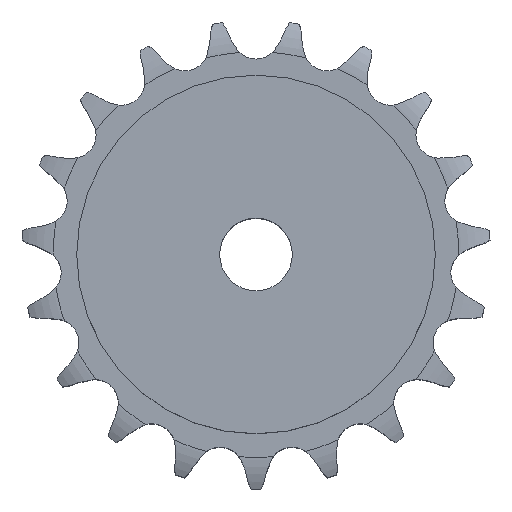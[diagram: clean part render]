
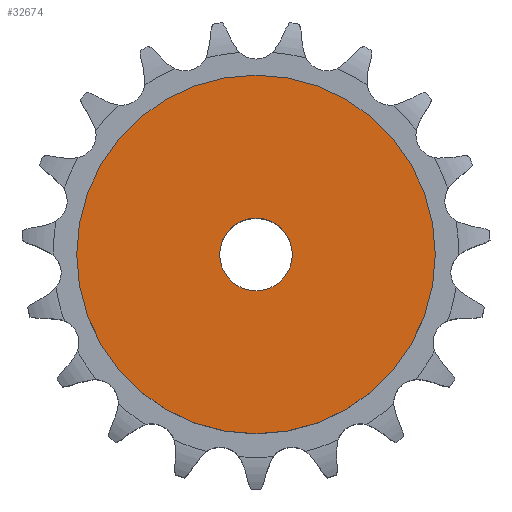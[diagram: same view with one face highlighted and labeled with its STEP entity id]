
A CAD part, top view. The second image highlights one B-rep face of the part: STEP entity #32674.
In plain terms, the highlighted planar face has unit normal (0, 0, 1).
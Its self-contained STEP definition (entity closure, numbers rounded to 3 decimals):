
#17616 = CYLINDRICAL_SURFACE('',#17617,8.);
#17617 = AXIS2_PLACEMENT_3D('',#17618,#17619,#17620);
#17618 = CARTESIAN_POINT('',(0.,0.,171.584));
#17619 = DIRECTION('',(0.,0.,1.));
#17620 = DIRECTION('',(1.,0.,0.));
#22441 = EDGE_CURVE('',#22442,#22442,#22444,.T.);
#22442 = VERTEX_POINT('',#22443);
#22443 = CARTESIAN_POINT('',(8.,0.,60.));
#22444 = SURFACE_CURVE('',#22445,(#22450,#22457),.PCURVE_S1.);
#22445 = CIRCLE('',#22446,8.);
#22446 = AXIS2_PLACEMENT_3D('',#22447,#22448,#22449);
#22447 = CARTESIAN_POINT('',(0.,0.,60.));
#22448 = DIRECTION('',(0.,0.,1.));
#22449 = DIRECTION('',(1.,0.,0.));
#22450 = PCURVE('',#17616,#22451);
#22451 = DEFINITIONAL_REPRESENTATION('',(#22452),#22456);
#22452 = LINE('',#22453,#22454);
#22453 = CARTESIAN_POINT('',(0.,-111.584));
#22454 = VECTOR('',#22455,1.);
#22455 = DIRECTION('',(1.,0.));
#22456 = ( GEOMETRIC_REPRESENTATION_CONTEXT(2) 
PARAMETRIC_REPRESENTATION_CONTEXT() REPRESENTATION_CONTEXT('2D SPACE',''
  ) );
#22457 = PCURVE('',#22458,#22463);
#22458 = PLANE('',#22459);
#22459 = AXIS2_PLACEMENT_3D('',#22460,#22461,#22462);
#22460 = CARTESIAN_POINT('',(0.,0.,60.)
  );
#22461 = DIRECTION('',(0.,0.,1.));
#22462 = DIRECTION('',(1.,0.,0.));
#22463 = DEFINITIONAL_REPRESENTATION('',(#22464),#22468);
#22464 = CIRCLE('',#22465,8.);
#22465 = AXIS2_PLACEMENT_2D('',#22466,#22467);
#22466 = CARTESIAN_POINT('',(0.,0.));
#22467 = DIRECTION('',(1.,0.));
#22468 = ( GEOMETRIC_REPRESENTATION_CONTEXT(2) 
PARAMETRIC_REPRESENTATION_CONTEXT() REPRESENTATION_CONTEXT('2D SPACE',''
  ) );
#32674 = ADVANCED_FACE('',(#32675,#32706),#22458,.T.);
#32675 = FACE_BOUND('',#32676,.T.);
#32676 = EDGE_LOOP('',(#32677));
#32677 = ORIENTED_EDGE('',*,*,#32678,.T.);
#32678 = EDGE_CURVE('',#32679,#32679,#32681,.T.);
#32679 = VERTEX_POINT('',#32680);
#32680 = CARTESIAN_POINT('',(39.5,0.,60.));
#32681 = SURFACE_CURVE('',#32682,(#32687,#32694),.PCURVE_S1.);
#32682 = CIRCLE('',#32683,39.5);
#32683 = AXIS2_PLACEMENT_3D('',#32684,#32685,#32686);
#32684 = CARTESIAN_POINT('',(0.,0.,60.));
#32685 = DIRECTION('',(0.,0.,1.));
#32686 = DIRECTION('',(1.,0.,0.));
#32687 = PCURVE('',#22458,#32688);
#32688 = DEFINITIONAL_REPRESENTATION('',(#32689),#32693);
#32689 = CIRCLE('',#32690,39.5);
#32690 = AXIS2_PLACEMENT_2D('',#32691,#32692);
#32691 = CARTESIAN_POINT('',(0.,0.));
#32692 = DIRECTION('',(1.,0.));
#32693 = ( GEOMETRIC_REPRESENTATION_CONTEXT(2) 
PARAMETRIC_REPRESENTATION_CONTEXT() REPRESENTATION_CONTEXT('2D SPACE',''
  ) );
#32694 = PCURVE('',#32695,#32700);
#32695 = CYLINDRICAL_SURFACE('',#32696,39.5);
#32696 = AXIS2_PLACEMENT_3D('',#32697,#32698,#32699);
#32697 = CARTESIAN_POINT('',(0.,0.,0.));
#32698 = DIRECTION('',(-0.,-0.,-1.));
#32699 = DIRECTION('',(1.,0.,0.));
#32700 = DEFINITIONAL_REPRESENTATION('',(#32701),#32705);
#32701 = LINE('',#32702,#32703);
#32702 = CARTESIAN_POINT('',(-0.,-60.));
#32703 = VECTOR('',#32704,1.);
#32704 = DIRECTION('',(-1.,0.));
#32705 = ( GEOMETRIC_REPRESENTATION_CONTEXT(2) 
PARAMETRIC_REPRESENTATION_CONTEXT() REPRESENTATION_CONTEXT('2D SPACE',''
  ) );
#32706 = FACE_BOUND('',#32707,.T.);
#32707 = EDGE_LOOP('',(#32708));
#32708 = ORIENTED_EDGE('',*,*,#22441,.F.);
